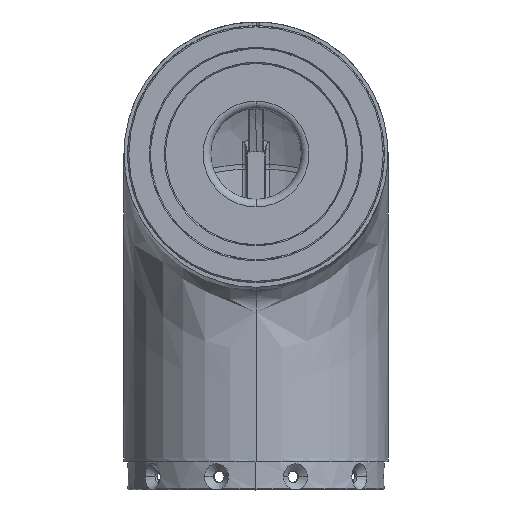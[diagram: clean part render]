
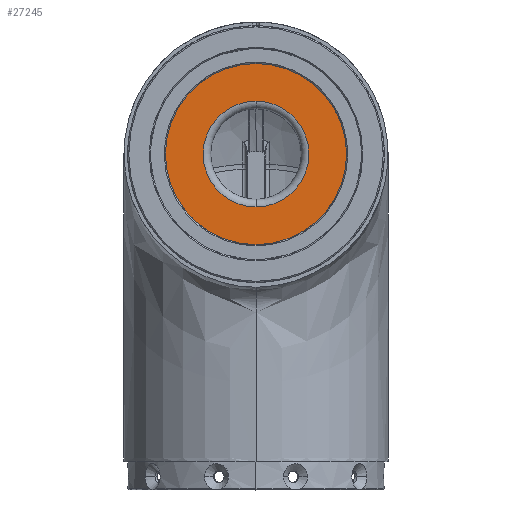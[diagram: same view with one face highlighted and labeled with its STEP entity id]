
A CAD part, front view. The second image highlights one B-rep face of the part: STEP entity #27245.
In plain terms, the highlighted planar face has unit normal (0, -1, 0).
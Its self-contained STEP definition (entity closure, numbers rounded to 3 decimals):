
#549 = DIRECTION ( 'NONE',  ( 0., 0., -1. ) ) ;
#1958 = CARTESIAN_POINT ( 'NONE',  ( 0., 11.869, 138.445 ) ) ;
#2281 = EDGE_CURVE ( 'NONE', #20562, #10080, #16578, .T. ) ;
#3543 = PLANE ( 'NONE',  #11771 ) ;
#4852 = CARTESIAN_POINT ( 'NONE',  ( 0., 11.869, 152.445 ) ) ;
#5298 = CARTESIAN_POINT ( 'NONE',  ( 0., 11.869, 176.445 ) ) ;
#5441 = DIRECTION ( 'NONE',  ( 0., 0., -1. ) ) ;
#5566 = CIRCLE ( 'NONE', #7562, 14. ) ;
#5782 = FACE_OUTER_BOUND ( 'NONE', #15371, .T. ) ;
#7493 = EDGE_CURVE ( 'NONE', #8016, #23133, #12551, .T. ) ;
#7562 = AXIS2_PLACEMENT_3D ( 'NONE', #13052, #27740, #549 ) ;
#8016 = VERTEX_POINT ( 'NONE', #5298 ) ;
#8768 = DIRECTION ( 'NONE',  ( 0., -1., 0. ) ) ;
#8968 = DIRECTION ( 'NONE',  ( 0., 0., -1. ) ) ;
#10005 = CARTESIAN_POINT ( 'NONE',  ( 0., 11.869, 152.445 ) ) ;
#10080 = VERTEX_POINT ( 'NONE', #1958 ) ;
#10347 = ORIENTED_EDGE ( 'NONE', *, *, #7493, .T. ) ;
#10655 = ORIENTED_EDGE ( 'NONE', *, *, #15812, .T. ) ;
#11416 = CARTESIAN_POINT ( 'NONE',  ( 0., 11.869, 166.445 ) ) ;
#11771 = AXIS2_PLACEMENT_3D ( 'NONE', #20782, #8768, #30142 ) ;
#12551 = CIRCLE ( 'NONE', #14560, 24. ) ;
#13052 = CARTESIAN_POINT ( 'NONE',  ( 0., 11.869, 152.445 ) ) ;
#13288 = EDGE_CURVE ( 'NONE', #23133, #8016, #17633, .T. ) ;
#14040 = DIRECTION ( 'NONE',  ( 0., -1., 0. ) ) ;
#14523 = ORIENTED_EDGE ( 'NONE', *, *, #13288, .T. ) ;
#14560 = AXIS2_PLACEMENT_3D ( 'NONE', #4852, #14040, #8968 ) ;
#14616 = AXIS2_PLACEMENT_3D ( 'NONE', #17765, #19975, #5441 ) ;
#15371 = EDGE_LOOP ( 'NONE', ( #10347, #14523 ) ) ;
#15812 = EDGE_CURVE ( 'NONE', #10080, #20562, #5566, .T. ) ;
#16050 = AXIS2_PLACEMENT_3D ( 'NONE', #10005, #29484, #19183 ) ;
#16578 = CIRCLE ( 'NONE', #16050, 14. ) ;
#17633 = CIRCLE ( 'NONE', #14616, 24. ) ;
#17765 = CARTESIAN_POINT ( 'NONE',  ( 0., 11.869, 152.445 ) ) ;
#19183 = DIRECTION ( 'NONE',  ( 0., 0., -1. ) ) ;
#19975 = DIRECTION ( 'NONE',  ( 0., -1., 0. ) ) ;
#20562 = VERTEX_POINT ( 'NONE', #11416 ) ;
#20782 = CARTESIAN_POINT ( 'NONE',  ( 0., 11.869, 152.445 ) ) ;
#23133 = VERTEX_POINT ( 'NONE', #29885 ) ;
#23422 = ORIENTED_EDGE ( 'NONE', *, *, #2281, .T. ) ;
#23888 = EDGE_LOOP ( 'NONE', ( #10655, #23422 ) ) ;
#25223 = FACE_BOUND ( 'NONE', #23888, .T. ) ;
#27245 = ADVANCED_FACE ( 'NONE', ( #25223, #5782 ), #3543, .T. ) ;
#27740 = DIRECTION ( 'NONE',  ( 0., 1., 0. ) ) ;
#29484 = DIRECTION ( 'NONE',  ( 0., 1., 0. ) ) ;
#29885 = CARTESIAN_POINT ( 'NONE',  ( 0., 11.869, 128.445 ) ) ;
#30142 = DIRECTION ( 'NONE',  ( 0., 0., -1. ) ) ;
